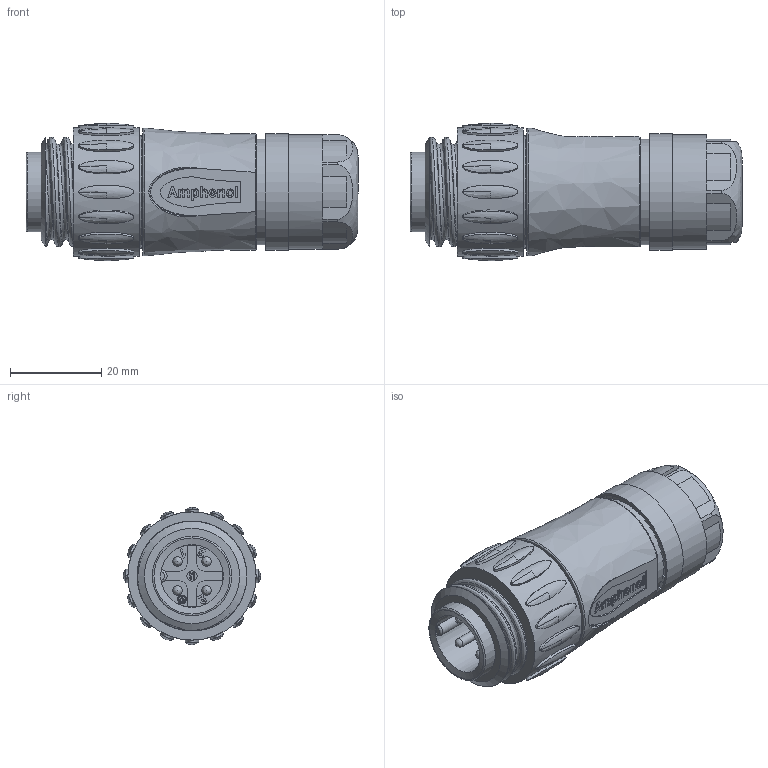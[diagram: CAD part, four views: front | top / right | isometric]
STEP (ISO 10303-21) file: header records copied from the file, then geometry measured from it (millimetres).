
FILE_DESCRIPTION(/* description */ (''),/* implementation_level */ '2;1');
FILE_NAME(/* name */ 'c016 20h003 200 12nxc001-01.stp',/* time_stamp */ '2021-11-22T13:13:03+01:00',/* author */ (''),/* organization */ (''),/* preprocessor_version */ 'ST-DEVELOPER v16.7',/* originating_system */ 'SIEMENS PLM Software NX 12.0',/* authorisation */ '');
FILE_SCHEMA (('AUTOMOTIVE_DESIGN { 1 0 10303 214 3 1 1 1 }'));
Length unit declared in the file: millimetre
Products named in the file (14): org 14 x 1 60sh swnxm001-01; n 06 009 0006nxm001-03; n 16 012 3001nxm001-07; org 17_1x1_6 70shnxm001-01; n 03 030 0019 2nxm001-04; c016 e09 041 e10nxm001-12; n 01 020 0010nxm001-06; c016 g02 041 e10 mit gewinxm001-03; c016 g26 041 e10nxm001-08; c016 g11 04x e10nxm001-08; n 16 012 3000nxm001-01; c016 e09 041 g10nxm001-01; C016 20H003 200 12-01; c016 20h003 200 12nxc001-01
Assembly tree (19 placements, depth 4):
  c016 20h003 200 12nxc001-01
    C016 20H003 200 12-01
      c016 e09 041 g10nxm001-01
        n 01 020 0010nxm001-06  x4
        c016 e09 041 e10nxm001-12
        n 03 030 0019 2nxm001-04  x4
        org 17_1x1_6 70shnxm001-01
      c016 g11 04x e10nxm001-08
      c016 g26 041 e10nxm001-08
      n 16 012 3000nxm001-01
        n 16 012 3001nxm001-07
        n 06 009 0006nxm001-03
        org 14 x 1 60sh swnxm001-01
      c016 g02 041 e10 mit gewinxm001-03
Bounding box: 72.6 x 30 x 30 mm (x, y, z)
Volume: 34280.4 mm3; surface area: 9288.8 mm2
Topology: 1 solids, 1 shells, 820 faces, 2187 edges, 1413 vertices
Faces by surface type: plane 536, cylinder 175, bspline 87, extrusion 20, cone 2
Full cylindrical faces by diameter (mm): 1.575 x1, 1.95 x1, 2 x4, 2.05 x4, 2.25 x1, 9 x1, 13.7 x1, 14.5 x1, 17.4 x1, 23 x1, 24 x1, 24.5 x1, 25 x1, 25.5 x1, 28 x1
Entity records: 36407 total; most frequent: CARTESIAN_POINT 11186, ORIENTED_EDGE 4130, DIRECTION 3722, EDGE_CURVE 2065, VECTOR 1468, LINE 1448, VERTEX_POINT 1382, AXIS2_PLACEMENT_3D 1127
